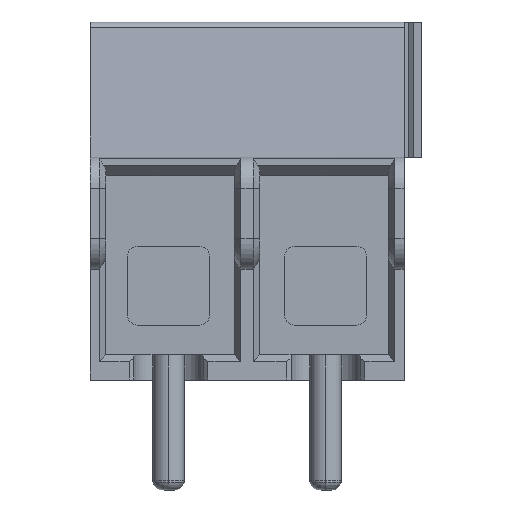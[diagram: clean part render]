
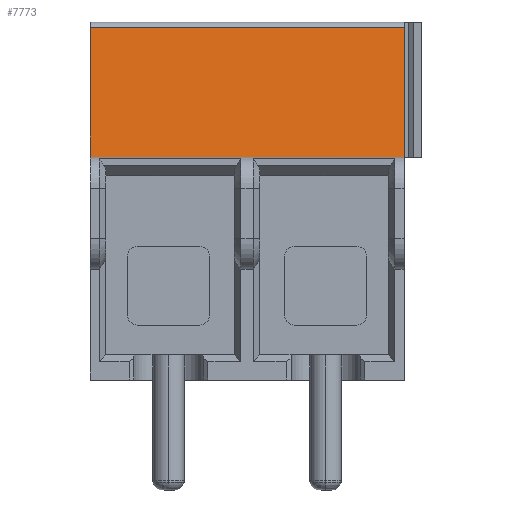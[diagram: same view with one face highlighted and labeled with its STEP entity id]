
A CAD part, left-side view. The second image highlights one B-rep face of the part: STEP entity #7773.
In plain terms, the highlighted planar face has unit normal (-0.993, 0, 0.122).
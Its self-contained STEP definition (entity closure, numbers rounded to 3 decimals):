
#889 = VERTEX_POINT('',#890);
#890 = CARTESIAN_POINT('',(-3.027,-5.062,
    11.215));
#897 = EDGE_CURVE('',#898,#889,#900,.T.);
#898 = VERTEX_POINT('',#899);
#899 = CARTESIAN_POINT('',(-3.533,-5.062,7.096
    ));
#900 = LINE('',#901,#902);
#901 = CARTESIAN_POINT('',(-5.086,-5.062,
    -5.552));
#902 = VECTOR('',#903,1.);
#903 = DIRECTION('',(0.122,0.,0.993));
#1847 = EDGE_CURVE('',#898,#1848,#1850,.T.);
#1848 = VERTEX_POINT('',#1849);
#1849 = CARTESIAN_POINT('',(-3.533,4.938,7.096
    ));
#1850 = LINE('',#1851,#1852);
#1851 = CARTESIAN_POINT('',(-3.533,38.94,7.096
    ));
#1852 = VECTOR('',#1853,1.);
#1853 = DIRECTION('',(0.,1.,0.));
#4487 = EDGE_CURVE('',#4488,#1848,#4490,.T.);
#4488 = VERTEX_POINT('',#4489);
#4489 = CARTESIAN_POINT('',(-3.027,4.938,
    11.215));
#4490 = LINE('',#4491,#4492);
#4491 = CARTESIAN_POINT('',(-5.086,4.938,
    -5.552));
#4492 = VECTOR('',#4493,1.);
#4493 = DIRECTION('',(-0.122,0.,
    -0.993));
#4639 = EDGE_CURVE('',#889,#4488,#4640,.T.);
#4640 = LINE('',#4641,#4642);
#4641 = CARTESIAN_POINT('',(-3.027,3.361,
    11.215));
#4642 = VECTOR('',#4643,1.);
#4643 = DIRECTION('',(0.,1.,0.));
#7773 = ADVANCED_FACE('',(#7774),#7780,.T.);
#7774 = FACE_BOUND('',#7775,.T.);
#7775 = EDGE_LOOP('',(#7776,#7777,#7778,#7779));
#7776 = ORIENTED_EDGE('',*,*,#1847,.F.);
#7777 = ORIENTED_EDGE('',*,*,#897,.T.);
#7778 = ORIENTED_EDGE('',*,*,#4639,.T.);
#7779 = ORIENTED_EDGE('',*,*,#4487,.T.);
#7780 = PLANE('',#7781);
#7781 = AXIS2_PLACEMENT_3D('',#7782,#7783,#7784);
#7782 = CARTESIAN_POINT('',(-3.527,7.588,7.145
    ));
#7783 = DIRECTION('',(-0.993,0.,
    0.122));
#7784 = DIRECTION('',(0.,1.,0.));
